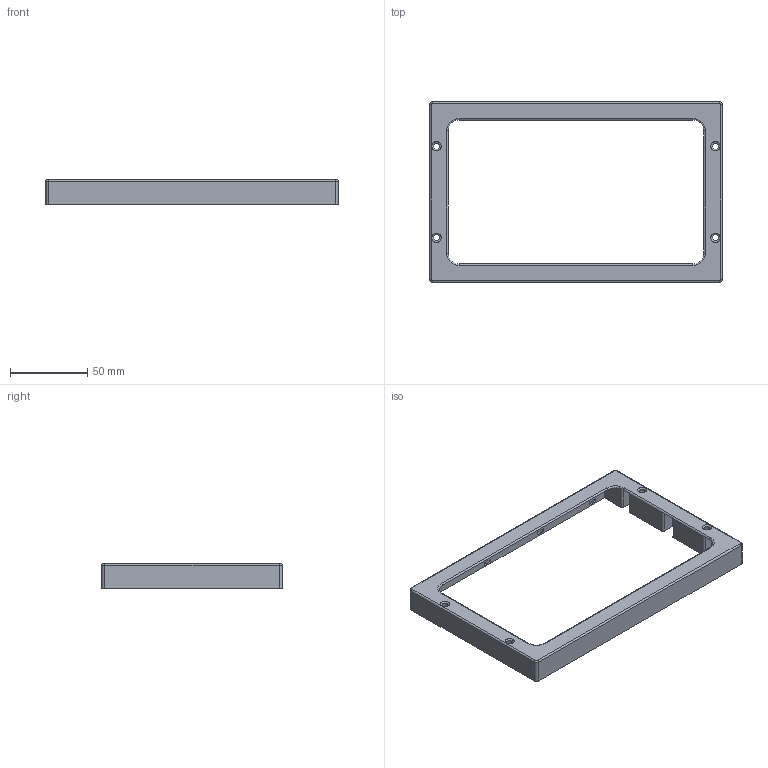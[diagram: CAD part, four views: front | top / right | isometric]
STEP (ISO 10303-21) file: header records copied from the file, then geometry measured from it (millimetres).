
FILE_DESCRIPTION(/* description */ (''),/* implementation_level */ '2;1');
FILE_NAME(/* name */ 'Back case v4.step',/* time_stamp */ '2022-07-14T12:40:48-05:00',/* author */ (''),/* organization */ (''),/* preprocessor_version */ 'ST-DEVELOPER v18.1',/* originating_system */ 'Autodesk Translation Framework v10.14.0.1471',/* authorisation */ '');
FILE_SCHEMA (('AUTOMOTIVE_DESIGN { 1 0 10303 214 3 1 1 }'));
Length unit declared in the file: millimetre
Products named in the file (1): Back case
Bounding box: 189.8 x 117.3 x 16 mm (x, y, z)
Volume: 58876 mm3; surface area: 33954.3 mm2
Topology: 1 solids, 1 shells, 120 faces, 318 edges, 208 vertices
Faces by surface type: plane 80, cylinder 28, torus 8, bspline 4
Full cylindrical faces by diameter (mm): 4 x4
Entity records: 3775 total; most frequent: CARTESIAN_POINT 679, ORIENTED_EDGE 636, DIRECTION 632, EDGE_CURVE 318, LINE 238, VECTOR 238, VERTEX_POINT 208, AXIS2_PLACEMENT_3D 197
